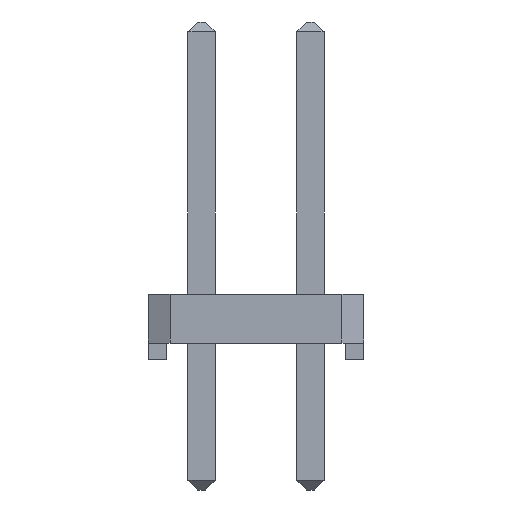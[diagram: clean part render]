
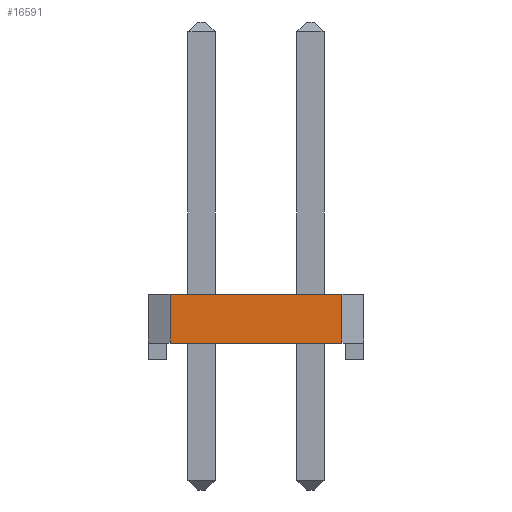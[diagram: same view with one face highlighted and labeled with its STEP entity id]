
A CAD part, left-side view. The second image highlights one B-rep face of the part: STEP entity #16591.
In plain terms, the highlighted planar face has unit normal (-1, 0, 0).
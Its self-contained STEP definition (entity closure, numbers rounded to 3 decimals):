
#16288=CARTESIAN_POINT('',(-16.51,-2.007,0.381));
#16289=VERTEX_POINT('',#16288);
#16296=CARTESIAN_POINT('',(-16.51,2.007,0.381));
#16297=VERTEX_POINT('',#16296);
#16298=CARTESIAN_POINT('',(-16.51,2.007,0.381));
#16299=DIRECTION('',(0.0,-1.0,0.0));
#16300=VECTOR('',#16299,4.013);
#16301=LINE('',#16298,#16300);
#16302=EDGE_CURVE('',#16297,#16289,#16301,.T.);
#16425=CARTESIAN_POINT('',(-16.51,-2.007,1.524));
#16426=VERTEX_POINT('',#16425);
#16433=CARTESIAN_POINT('',(-16.51,-2.007,1.524));
#16434=DIRECTION('',(0.0,0.0,-1.0));
#16435=VECTOR('',#16434,1.143);
#16436=LINE('',#16433,#16435);
#16437=EDGE_CURVE('',#16426,#16289,#16436,.T.);
#16557=CARTESIAN_POINT('',(-16.51,2.007,1.524));
#16558=VERTEX_POINT('',#16557);
#16559=CARTESIAN_POINT('',(-16.51,2.007,1.524));
#16560=DIRECTION('',(0.0,0.0,-1.0));
#16561=VECTOR('',#16560,1.143);
#16562=LINE('',#16559,#16561);
#16563=EDGE_CURVE('',#16558,#16297,#16562,.T.);
#16575=CARTESIAN_POINT('',(-16.51,2.007,1.524));
#16576=DIRECTION('',(-1.0,0.0,0.0));
#16577=DIRECTION('',(0.0,0.0,1.0));
#16578=AXIS2_PLACEMENT_3D('',#16575,#16576,#16577);
#16579=PLANE('',#16578);
#16580=ORIENTED_EDGE('',*,*,#16302,.T.);
#16581=ORIENTED_EDGE('',*,*,#16437,.F.);
#16582=CARTESIAN_POINT('',(-16.51,2.007,1.524));
#16583=DIRECTION('',(0.0,-1.0,0.0));
#16584=VECTOR('',#16583,4.013);
#16585=LINE('',#16582,#16584);
#16586=EDGE_CURVE('',#16558,#16426,#16585,.T.);
#16587=ORIENTED_EDGE('',*,*,#16586,.F.);
#16588=ORIENTED_EDGE('',*,*,#16563,.T.);
#16589=EDGE_LOOP('',(#16580,#16581,#16587,#16588));
#16590=FACE_OUTER_BOUND('',#16589,.T.);
#16591=ADVANCED_FACE('',(#16590),#16579,.T.);
